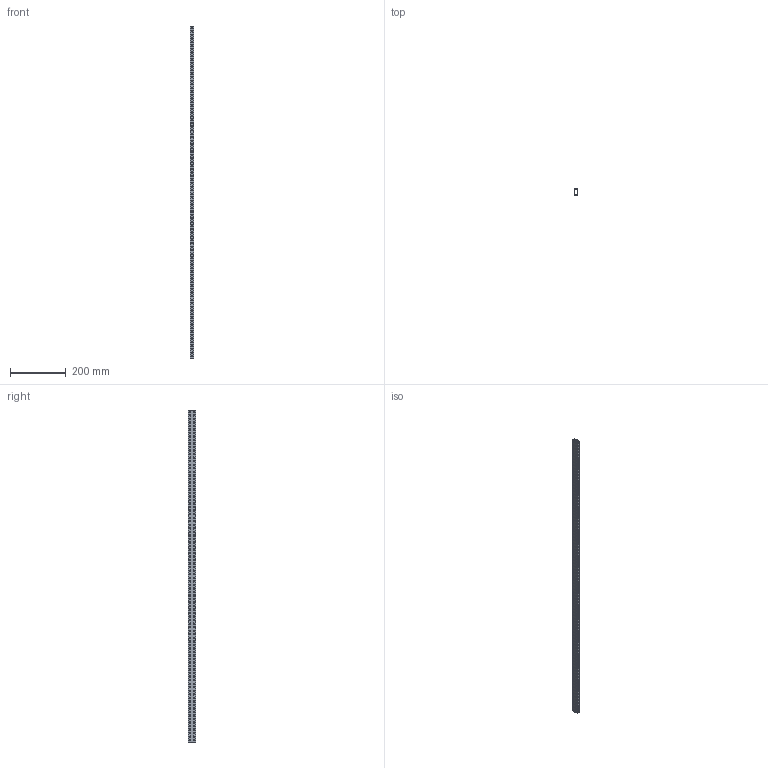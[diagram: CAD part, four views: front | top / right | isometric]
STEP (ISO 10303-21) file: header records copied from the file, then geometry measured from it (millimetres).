
FILE_DESCRIPTION (( 'STEP AP214' ), '1' );
FILE_NAME ('am-5026-4700 Robits 1.0x0.5x47.0 Tube.STEP', '2025-01-08T17:10:40', ( '' ), ( '' ), 'SwSTEP 2.0', 'SolidWorks 2024', '' );
FILE_SCHEMA (( 'AUTOMOTIVE_DESIGN' ));
Length unit declared in the file: inch
Products named in the file (1): am-5026-4700 Robits 1.0x0.5x47.0 Tube
Bounding box: 12.7 x 25.4 x 1193.8 mm (x, y, z)
Volume: 114047.6 mm3; surface area: 158264.4 mm2
Topology: 1 solids, 1 shells, 1138 faces, 3408 edges, 2272 vertices
Faces by surface type: cylinder 1128, plane 10
Entity records: 42055 total; most frequent: DIRECTION 7942, CARTESIAN_POINT 6819, ORIENTED_EDGE 6816, EDGE_CURVE 3408, AXIS2_PLACEMENT_3D 3395, VERTEX_POINT 2272, EDGE_LOOP 2268, CIRCLE 2256
